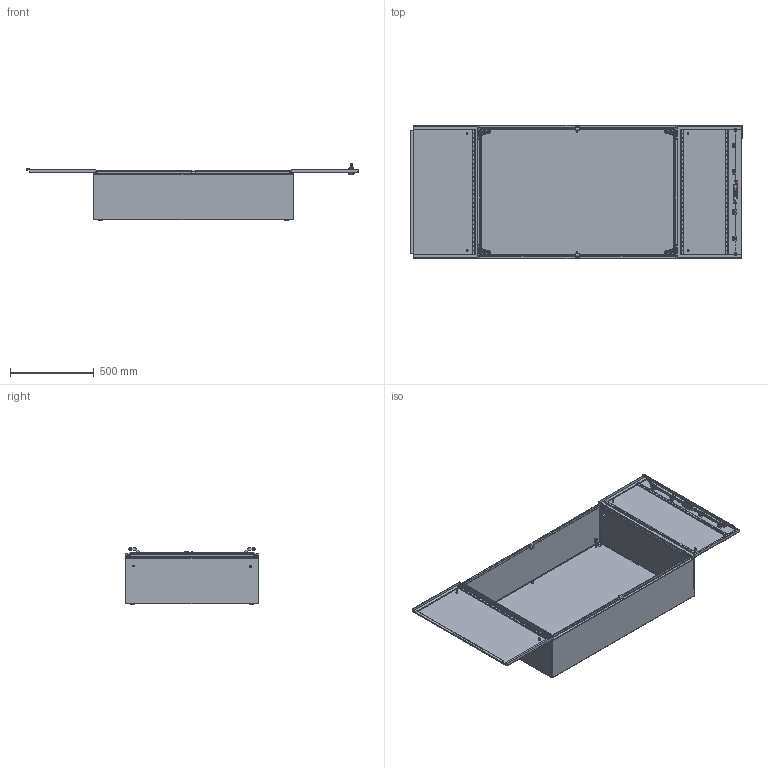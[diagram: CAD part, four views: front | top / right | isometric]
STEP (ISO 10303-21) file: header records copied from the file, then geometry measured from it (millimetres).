
FILE_DESCRIPTION(('STEP AP214'),'1');
FILE_NAME('.stp','2023-07-04T08:08:40',(' '),(' '),'Spatial InterOp 3D',' ',' ');
FILE_SCHEMA(('AUTOMOTIVE_DESIGN { 1 0 10303 214 1 1 1 1 }'));
Length unit declared in the file: metre
Products named in the file (27): P 12830-2K+mp - skříň kompletní; P 12830-2K+mp - skříň; MP 812; Dveře levé 88 -2K-kompletní; Těsnění P88-2k levé; Dveře levé 88 -2K; Těsnění 14x5; Montážní komponenta dveře L; úhelník dveře levé 2k 80; Výztuha 80; Dveře pravé 88 -2K-kompletní; Výztuha 802; Dveře pravé 88 -2K; Montážní komponenty dveře P; Montážní komponenty dveře P Geometry; zámek rozvorový; rozvorový zámek -štít; zámek rozvorový-mechanismus; šroub mechanismu rozvorového zámku; vodítko plochého táhla; matice vodítka plochého táhla; táhlo ploché; táhlo ploché Geometry; Kladička plochého táhla; Šroub  M5x12; Montážní komponenty skříň
Assembly tree (43 placements, depth 6):
  P 12830-2K+mp - skříň kompletní
    P 12830-2K+mp - skříň
    MP 812
    Dveře levé 88 -2K-kompletní
      Těsnění P88-2k levé
      Dveře levé 88 -2K
      Těsnění 14x5
      Montážní komponenta dveře L
      úhelník dveře levé 2k 80
      Výztuha 80
    Dveře pravé 88 -2K-kompletní
      Těsnění P88-2k levé
      Výztuha 802
      Dveře pravé 88 -2K
      Montážní komponenty dveře P
        Montážní komponenty dveře P Geometry
        zámek rozvorový
          rozvorový zámek -štít
          zámek rozvorový-mechanismus
          šroub mechanismu rozvorového zámku  x2
          vodítko plochého táhla  x8
          matice vodítka plochého táhla  x4
          táhlo ploché
            táhlo ploché Geometry
            Kladička plochého táhla  x2
          táhlo ploché
            táhlo ploché Geometry
            Kladička plochého táhla  x2
          Šroub  M5x12  x2
    Montážní komponenty skříň
Bounding box: 1983.5 x 800 x 337.6 mm (x, y, z)
Volume: 7360199 mm3; surface area: 8160971.3 mm2
Topology: 101 solids, 101 shells, 3128 faces, 8201 edges, 5342 vertices
Faces by surface type: cylinder 1618, plane 1145, torus 150, cone 138, sphere 72, bspline 5
Entity records: 94761 total; most frequent: CARTESIAN_POINT 24954, DIRECTION 14896, ORIENTED_EDGE 13912, EDGE_CURVE 6956, AXIS2_PLACEMENT_3D 5807, VERTEX_POINT 4557, LINE 3282, VECTOR 3282
